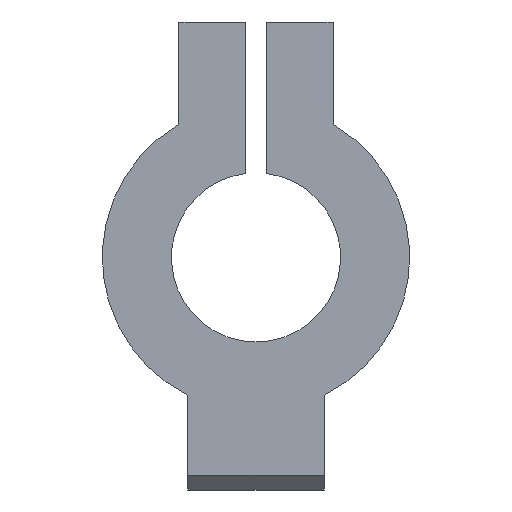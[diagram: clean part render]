
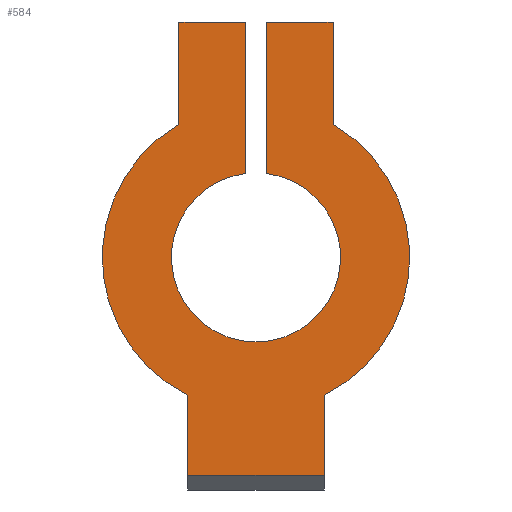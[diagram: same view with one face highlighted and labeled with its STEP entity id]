
A CAD part, front view. The second image highlights one B-rep face of the part: STEP entity #584.
In plain terms, the highlighted planar face has unit normal (0, -1, 0).
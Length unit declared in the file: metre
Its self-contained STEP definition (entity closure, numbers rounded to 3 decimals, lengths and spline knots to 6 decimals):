
#1 = CARTESIAN_POINT ( 'NONE',  ( -0.000998, 0.013169, 0.022967 ) ) ;
#2 = VERTEX_POINT ( 'NONE', #181 ) ;
#7 = DIRECTION ( 'NONE',  ( 0., 0., -1. ) ) ;
#12 = VECTOR ( 'NONE', #332, 1. ) ;
#23 = DIRECTION ( 'NONE',  ( 0., 0., 1. ) ) ;
#24 = ORIENTED_EDGE ( 'NONE', *, *, #130, .T. ) ;
#28 = CARTESIAN_POINT ( 'NONE',  ( 0.000998, 0.013169, 0.022967 ) ) ;
#54 = ORIENTED_EDGE ( 'NONE', *, *, #402, .F. ) ;
#57 = DIRECTION ( 'NONE',  ( 0., 0., 1. ) ) ;
#59 = VERTEX_POINT ( 'NONE', #98 ) ;
#62 = DIRECTION ( 'NONE',  ( 0., 0., 1. ) ) ;
#72 = PLANE ( 'NONE',  #408 ) ;
#73 = CARTESIAN_POINT ( 'NONE',  ( 0.00752, 0.013169, 0.022967 ) ) ;
#77 = ORIENTED_EDGE ( 'NONE', *, *, #336, .F. ) ;
#79 = VERTEX_POINT ( 'NONE', #572 ) ;
#80 = EDGE_CURVE ( 'NONE', #158, #59, #93, .T. ) ;
#81 = CARTESIAN_POINT ( 'NONE',  ( 0.000998, 0.013169, 0.008189 ) ) ;
#89 = DIRECTION ( 'NONE',  ( 1., 0., 0. ) ) ;
#93 = LINE ( 'NONE', #81, #12 ) ;
#98 = CARTESIAN_POINT ( 'NONE',  ( 0.000998, 0.013169, 0.022967 ) ) ;
#104 = CIRCLE ( 'NONE', #233, 0.00825 ) ;
#105 = DIRECTION ( 'NONE',  ( 0., 0., 1. ) ) ;
#116 = CARTESIAN_POINT ( 'NONE',  ( -0.00752, 0.013169, -0.022695 ) ) ;
#121 = CIRCLE ( 'NONE', #141, 0.015 ) ;
#126 = CARTESIAN_POINT ( 'NONE',  ( 0., 0.013169, 0. ) ) ;
#130 = EDGE_CURVE ( 'NONE', #176, #2, #453, .T. ) ;
#137 = EDGE_CURVE ( 'NONE', #610, #59, #755, .T. ) ;
#141 = AXIS2_PLACEMENT_3D ( 'NONE', #608, #360, #57 ) ;
#143 = DIRECTION ( 'NONE',  ( 0., 0., 1. ) ) ;
#155 = ORIENTED_EDGE ( 'NONE', *, *, #736, .T. ) ;
#158 = VERTEX_POINT ( 'NONE', #542 ) ;
#160 = DIRECTION ( 'NONE',  ( 0., 1., 0. ) ) ;
#176 = VERTEX_POINT ( 'NONE', #776 ) ;
#178 = DIRECTION ( 'NONE',  ( 0., 0., 1. ) ) ;
#181 = CARTESIAN_POINT ( 'NONE',  ( 0.00665, 0.013169, -0.021279 ) ) ;
#185 = VERTEX_POINT ( 'NONE', #242 ) ;
#190 = CARTESIAN_POINT ( 'NONE',  ( 0.015, 0.013169, -0.022694 ) ) ;
#192 = DIRECTION ( 'NONE',  ( 0., 0., -1. ) ) ;
#193 = AXIS2_PLACEMENT_3D ( 'NONE', #126, #351, #105 ) ;
#195 = EDGE_CURVE ( 'NONE', #531, #364, #357, .T. ) ;
#203 = CIRCLE ( 'NONE', #231, 0.00825 ) ;
#230 = VECTOR ( 'NONE', #62, 1. ) ;
#231 = AXIS2_PLACEMENT_3D ( 'NONE', #284, #160, #594 ) ;
#233 = AXIS2_PLACEMENT_3D ( 'NONE', #387, #630, #23 ) ;
#242 = CARTESIAN_POINT ( 'NONE',  ( 0., 0.013169, -0.00825 ) ) ;
#255 = DIRECTION ( 'NONE',  ( 0., 1., 0. ) ) ;
#256 = EDGE_CURVE ( 'NONE', #79, #364, #694, .T. ) ;
#260 = DIRECTION ( 'NONE',  ( 0., 0., 1. ) ) ;
#263 = EDGE_CURVE ( 'NONE', #620, #434, #767, .T. ) ;
#277 = DIRECTION ( 'NONE',  ( -1., 0., 0. ) ) ;
#282 = CARTESIAN_POINT ( 'NONE',  ( 0.044324, 0.013169, -0.021279 ) ) ;
#284 = CARTESIAN_POINT ( 'NONE',  ( 0., 0.013169, 0. ) ) ;
#331 = VERTEX_POINT ( 'NONE', #421 ) ;
#332 = DIRECTION ( 'NONE',  ( 0., 0., 1. ) ) ;
#336 = EDGE_CURVE ( 'NONE', #176, #521, #609, .T. ) ;
#337 = ORIENTED_EDGE ( 'NONE', *, *, #612, .F. ) ;
#344 = CARTESIAN_POINT ( 'NONE',  ( 0.00665, 0.013169, -0.013446 ) ) ;
#349 = ORIENTED_EDGE ( 'NONE', *, *, #195, .T. ) ;
#351 = DIRECTION ( 'NONE',  ( 0., 1., 0. ) ) ;
#357 = LINE ( 'NONE', #548, #406 ) ;
#359 = ORIENTED_EDGE ( 'NONE', *, *, #80, .F. ) ;
#360 = DIRECTION ( 'NONE',  ( 0., 1., 0. ) ) ;
#364 = VERTEX_POINT ( 'NONE', #707 ) ;
#387 = CARTESIAN_POINT ( 'NONE',  ( 0., 0.013169, 0. ) ) ;
#402 = EDGE_CURVE ( 'NONE', #521, #79, #121, .T. ) ;
#406 = VECTOR ( 'NONE', #430, 1. ) ;
#408 = AXIS2_PLACEMENT_3D ( 'NONE', #190, #255, #260 ) ;
#421 = CARTESIAN_POINT ( 'NONE',  ( -0.000998, 0.013169, 0.008189 ) ) ;
#422 = ORIENTED_EDGE ( 'NONE', *, *, #137, .T. ) ;
#423 = VECTOR ( 'NONE', #178, 1. ) ;
#430 = DIRECTION ( 'NONE',  ( -1., 0., 0. ) ) ;
#431 = LINE ( 'NONE', #440, #592 ) ;
#434 = VERTEX_POINT ( 'NONE', #344 ) ;
#438 = VECTOR ( 'NONE', #277, 1. ) ;
#440 = CARTESIAN_POINT ( 'NONE',  ( 0.00665, 0.013169, 0.015001 ) ) ;
#448 = ORIENTED_EDGE ( 'NONE', *, *, #756, .T. ) ;
#453 = LINE ( 'NONE', #282, #487 ) ;
#454 = LINE ( 'NONE', #578, #488 ) ;
#475 = EDGE_CURVE ( 'NONE', #185, #331, #203, .T. ) ;
#487 = VECTOR ( 'NONE', #89, 1. ) ;
#488 = VECTOR ( 'NONE', #143, 1. ) ;
#498 = CARTESIAN_POINT ( 'NONE',  ( 0.00752, 0.013169, 0.012979 ) ) ;
#521 = VERTEX_POINT ( 'NONE', #557 ) ;
#526 = ORIENTED_EDGE ( 'NONE', *, *, #256, .F. ) ;
#531 = VERTEX_POINT ( 'NONE', #1 ) ;
#533 = ORIENTED_EDGE ( 'NONE', *, *, #475, .T. ) ;
#541 = EDGE_LOOP ( 'NONE', ( #448, #533, #744, #349, #526, #54, #77, #24, #337, #710, #155, #422, #359 ) ) ;
#542 = CARTESIAN_POINT ( 'NONE',  ( 0.000998, 0.013169, 0.008189 ) ) ;
#548 = CARTESIAN_POINT ( 'NONE',  ( -0.000998, 0.013169, 0.022967 ) ) ;
#557 = CARTESIAN_POINT ( 'NONE',  ( -0.00665, 0.013169, -0.013446 ) ) ;
#572 = CARTESIAN_POINT ( 'NONE',  ( -0.00752, 0.013169, 0.012979 ) ) ;
#578 = CARTESIAN_POINT ( 'NONE',  ( 0.00752, 0.013169, -0.022695 ) ) ;
#584 = ADVANCED_FACE ( 'NONE', ( #729 ), #72, .F. ) ;
#592 = VECTOR ( 'NONE', #7, 1. ) ;
#594 = DIRECTION ( 'NONE',  ( 0., 0., 1. ) ) ;
#608 = CARTESIAN_POINT ( 'NONE',  ( 0., 0.013169, 0. ) ) ;
#609 = LINE ( 'NONE', #720, #423 ) ;
#610 = VERTEX_POINT ( 'NONE', #73 ) ;
#612 = EDGE_CURVE ( 'NONE', #434, #2, #431, .T. ) ;
#620 = VERTEX_POINT ( 'NONE', #498 ) ;
#621 = EDGE_CURVE ( 'NONE', #531, #331, #732, .T. ) ;
#630 = DIRECTION ( 'NONE',  ( 0., 1., 0. ) ) ;
#666 = CARTESIAN_POINT ( 'NONE',  ( -0.000998, 0.013169, 0.008189 ) ) ;
#694 = LINE ( 'NONE', #116, #230 ) ;
#707 = CARTESIAN_POINT ( 'NONE',  ( -0.00752, 0.013169, 0.022967 ) ) ;
#710 = ORIENTED_EDGE ( 'NONE', *, *, #263, .F. ) ;
#720 = CARTESIAN_POINT ( 'NONE',  ( -0.00665, 0.013169, 0.015001 ) ) ;
#729 = FACE_OUTER_BOUND ( 'NONE', #541, .T. ) ;
#732 = LINE ( 'NONE', #666, #733 ) ;
#733 = VECTOR ( 'NONE', #192, 1. ) ;
#736 = EDGE_CURVE ( 'NONE', #620, #610, #454, .T. ) ;
#744 = ORIENTED_EDGE ( 'NONE', *, *, #621, .F. ) ;
#755 = LINE ( 'NONE', #28, #438 ) ;
#756 = EDGE_CURVE ( 'NONE', #158, #185, #104, .T. ) ;
#767 = CIRCLE ( 'NONE', #193, 0.015 ) ;
#776 = CARTESIAN_POINT ( 'NONE',  ( -0.00665, 0.013169, -0.021279 ) ) ;
